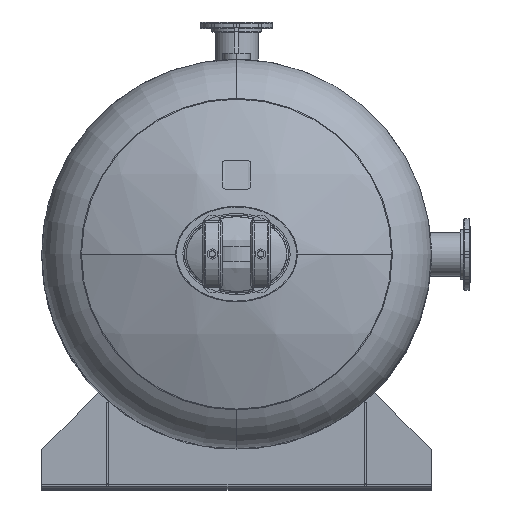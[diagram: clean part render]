
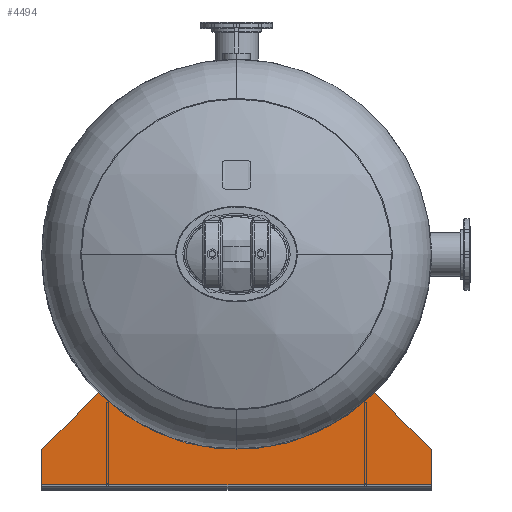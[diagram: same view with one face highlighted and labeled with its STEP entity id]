
A CAD part, top view. The second image highlights one B-rep face of the part: STEP entity #4494.
In plain terms, the highlighted planar face has unit normal (0, 0, 1).
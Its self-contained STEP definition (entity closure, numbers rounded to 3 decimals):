
#458 = ORIENTED_EDGE ( 'NONE', *, *, #10563, .F. ) ;
#995 = CARTESIAN_POINT ( 'NONE',  ( 762., -901.7, 528.638 ) ) ;
#1797 = CARTESIAN_POINT ( 'NONE',  ( -762., -908.05, 528.638 ) ) ;
#2134 = AXIS2_PLACEMENT_3D ( 'NONE', #30703, #25694, #14594 ) ;
#2945 = DIRECTION ( 'NONE',  ( 0., 0., -1. ) ) ;
#3257 = CARTESIAN_POINT ( 'NONE',  ( 762., -763.212, 528.638 ) ) ;
#3538 = VERTEX_POINT ( 'NONE', #3257 ) ;
#4494 = ADVANCED_FACE ( 'NONE', ( #24949 ), #7968, .F. ) ;
#4896 = ORIENTED_EDGE ( 'NONE', *, *, #13796, .F. ) ;
#5064 = CARTESIAN_POINT ( 'NONE',  ( -762., -763.212, 528.638 ) ) ;
#6583 = EDGE_LOOP ( 'NONE', ( #9684, #4896, #8672, #35103, #22444, #458 ) ) ;
#6955 = CARTESIAN_POINT ( 'NONE',  ( 539.331, -540.544, 528.638 ) ) ;
#7793 = VERTEX_POINT ( 'NONE', #8120 ) ;
#7968 = PLANE ( 'NONE',  #12274 ) ;
#8120 = CARTESIAN_POINT ( 'NONE',  ( -539.331, -540.544, 528.638 ) ) ;
#8648 = CIRCLE ( 'NONE', #2134, 763.587 ) ;
#8672 = ORIENTED_EDGE ( 'NONE', *, *, #14709, .F. ) ;
#9684 = ORIENTED_EDGE ( 'NONE', *, *, #26939, .T. ) ;
#10501 = VECTOR ( 'NONE', #29857, 1000. ) ;
#10563 = EDGE_CURVE ( 'NONE', #15344, #19222, #27142, .T. ) ;
#12274 = AXIS2_PLACEMENT_3D ( 'NONE', #30859, #2945, #22130 ) ;
#13082 = DIRECTION ( 'NONE',  ( 0., 1., 0. ) ) ;
#13796 = EDGE_CURVE ( 'NONE', #3538, #18144, #22831, .T. ) ;
#14251 = VECTOR ( 'NONE', #13082, 1000. ) ;
#14594 = DIRECTION ( 'NONE',  ( -1., 0., 0. ) ) ;
#14709 = EDGE_CURVE ( 'NONE', #32854, #3538, #20105, .T. ) ;
#15344 = VERTEX_POINT ( 'NONE', #32225 ) ;
#15957 = LINE ( 'NONE', #5064, #10501 ) ;
#16541 = VECTOR ( 'NONE', #24996, 1000. ) ;
#16938 = DIRECTION ( 'NONE',  ( 0., -1., 0. ) ) ;
#17316 = CARTESIAN_POINT ( 'NONE',  ( 762., -763.212, 528.638 ) ) ;
#18144 = VERTEX_POINT ( 'NONE', #995 ) ;
#19222 = VERTEX_POINT ( 'NONE', #34481 ) ;
#19542 = VECTOR ( 'NONE', #28797, 1000. ) ;
#20105 = LINE ( 'NONE', #17316, #19542 ) ;
#20644 = VECTOR ( 'NONE', #16938, 1000. ) ;
#20950 = EDGE_CURVE ( 'NONE', #7793, #32854, #8648, .T. ) ;
#22130 = DIRECTION ( 'NONE',  ( -1., 0., 0. ) ) ;
#22444 = ORIENTED_EDGE ( 'NONE', *, *, #33233, .F. ) ;
#22831 = LINE ( 'NONE', #34350, #20644 ) ;
#24949 = FACE_OUTER_BOUND ( 'NONE', #6583, .T. ) ;
#24996 = DIRECTION ( 'NONE',  ( 1., 0., 0. ) ) ;
#25671 = CARTESIAN_POINT ( 'NONE',  ( -762., -901.7, 528.638 ) ) ;
#25694 = DIRECTION ( 'NONE',  ( 0., 0., 1. ) ) ;
#26939 = EDGE_CURVE ( 'NONE', #15344, #18144, #36086, .T. ) ;
#27142 = LINE ( 'NONE', #1797, #14251 ) ;
#28797 = DIRECTION ( 'NONE',  ( 0.707, -0.707, 0. ) ) ;
#29857 = DIRECTION ( 'NONE',  ( 0.707, 0.707, 0. ) ) ;
#30703 = CARTESIAN_POINT ( 'NONE',  ( 0., 0., 528.638 ) ) ;
#30859 = CARTESIAN_POINT ( 'NONE',  ( 0., 0., 528.638 ) ) ;
#32225 = CARTESIAN_POINT ( 'NONE',  ( -762., -901.7, 528.638 ) ) ;
#32854 = VERTEX_POINT ( 'NONE', #6955 ) ;
#33233 = EDGE_CURVE ( 'NONE', #19222, #7793, #15957, .T. ) ;
#34350 = CARTESIAN_POINT ( 'NONE',  ( 762., -908.05, 528.638 ) ) ;
#34481 = CARTESIAN_POINT ( 'NONE',  ( -762., -763.212, 528.638 ) ) ;
#35103 = ORIENTED_EDGE ( 'NONE', *, *, #20950, .F. ) ;
#36086 = LINE ( 'NONE', #25671, #16541 ) ;
